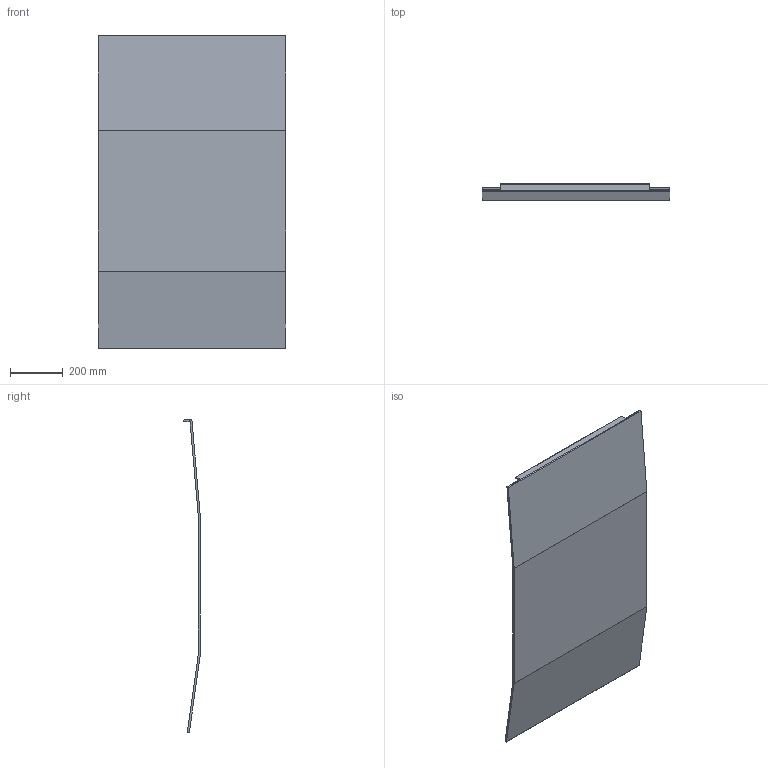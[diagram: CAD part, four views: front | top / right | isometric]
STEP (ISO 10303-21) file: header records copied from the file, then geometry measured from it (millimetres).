
FILE_DESCRIPTION (( 'STEP AP214' ), '1' );
FILE_NAME ('Undertray_v2_3d_front_lip.STEP', '2024-11-26T15:26:52', ( '' ), ( '' ), 'SwSTEP 2.0', 'SolidWorks 2024', '' );
FILE_SCHEMA (( 'AUTOMOTIVE_DESIGN' ));
Length unit declared in the file: inch
Products named in the file (1): Undertray_v2_3d_front_lip
Bounding box: 711.2 x 61.85 x 1188.67 mm (x, y, z)
Volume: 6555206.3 mm3; surface area: 1747455.5 mm2
Topology: 1 solids, 1 shells, 37 faces, 100 edges, 65 vertices
Faces by surface type: plane 26, bspline 6, cylinder 5
Entity records: 1537 total; most frequent: CARTESIAN_POINT 627, ORIENTED_EDGE 200, DIRECTION 157, EDGE_CURVE 100, VERTEX_POINT 65, VECTOR 61, LINE 61, AXIS2_PLACEMENT_3D 48
